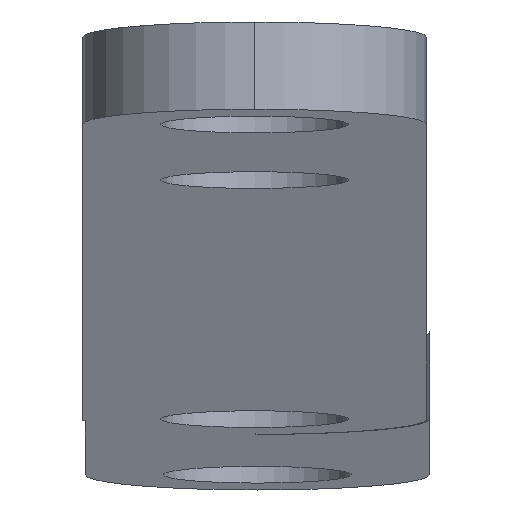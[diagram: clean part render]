
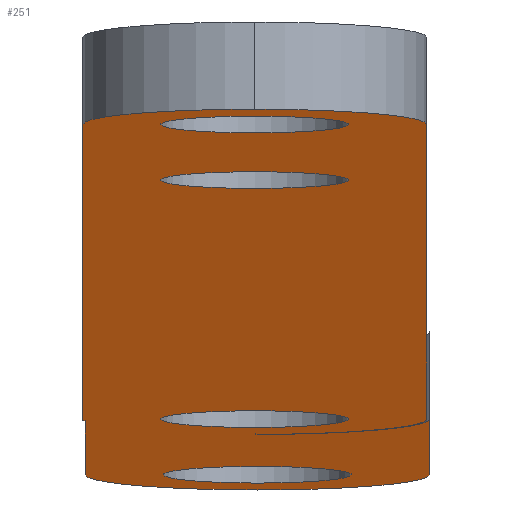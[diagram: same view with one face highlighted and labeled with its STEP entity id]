
A CAD part, top view. The second image highlights one B-rep face of the part: STEP entity #251.
In plain terms, the highlighted planar face has unit normal (0, -0.996, 0.087).
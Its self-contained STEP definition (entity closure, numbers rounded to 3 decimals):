
#34=CARTESIAN_POINT('',(-139.74,-12.066,-14.289));
#35=VERTEX_POINT('',#34);
#51=CARTESIAN_POINT('',(-137.012,-11.826,-11.549));
#52=VERTEX_POINT('',#51);
#59=CARTESIAN_POINT('',(-139.762,-11.826,-11.549));
#60=DIRECTION('',(-0.,0.996,-0.087));
#61=DIRECTION('',(-1.,-0.,-0.));
#62=AXIS2_PLACEMENT_3D('',#59,#60,#61);
#63=CIRCLE('',#62,2.75);
#64=EDGE_CURVE('',#52,#35,#63,.T.);
#82=CARTESIAN_POINT('',(-137.012,-7.207,41.249));
#83=VERTEX_POINT('',#82);
#90=CARTESIAN_POINT('',(-137.012,-7.207,41.249));
#91=DIRECTION('',(0.,-0.087,-0.996));
#92=VECTOR('',#91,53.);
#93=LINE('',#90,#92);
#94=EDGE_CURVE('',#83,#52,#93,.T.);
#115=CARTESIAN_POINT('',(-142.512,-11.826,-11.549));
#116=VERTEX_POINT('',#115);
#123=CARTESIAN_POINT('',(-142.512,-7.207,41.249));
#124=VERTEX_POINT('',#123);
#125=CARTESIAN_POINT('',(-142.512,-11.826,-11.549));
#126=DIRECTION('',(0.,0.087,0.996));
#127=VECTOR('',#126,53.);
#128=LINE('',#125,#127);
#129=EDGE_CURVE('',#116,#124,#128,.T.);
#140=CARTESIAN_POINT('',(-139.762,-8.079,31.288));
#141=DIRECTION('',(0.,0.996,-0.087));
#142=DIRECTION('',(0.,0.087,0.996));
#143=AXIS2_PLACEMENT_3D('',#140,#141,#142);
#144=PLANE('',#143);
#145=CARTESIAN_POINT('',(-139.719,-12.567,-20.017));
#146=VERTEX_POINT('',#145);
#147=CARTESIAN_POINT('',(-139.719,-12.698,-21.511));
#148=DIRECTION('',(0.,0.996,-0.087));
#149=DIRECTION('',(0.,0.087,0.996));
#150=AXIS2_PLACEMENT_3D('',#147,#148,#149);
#151=CIRCLE('',#150,1.5);
#152=EDGE_CURVE('',#146,#146,#151,.T.);
#153=ORIENTED_EDGE('',*,*,#152,.T.);
#154=EDGE_LOOP('',(#153));
#155=FACE_BOUND('',#154,.T.);
#156=CARTESIAN_POINT('',(-139.762,-7.076,42.744));
#157=VERTEX_POINT('',#156);
#158=CARTESIAN_POINT('',(-139.762,-7.207,41.249));
#159=DIRECTION('',(0.,0.996,-0.087));
#160=DIRECTION('',(0.,0.087,0.996));
#161=AXIS2_PLACEMENT_3D('',#158,#159,#160);
#162=CIRCLE('',#161,1.5);
#163=EDGE_CURVE('',#157,#157,#162,.T.);
#164=ORIENTED_EDGE('',*,*,#163,.T.);
#165=EDGE_LOOP('',(#164));
#166=FACE_BOUND('',#165,.T.);
#167=CARTESIAN_POINT('',(-142.469,-11.868,-12.028));
#168=VERTEX_POINT('',#167);
#169=CARTESIAN_POINT('',(-139.762,-11.826,-11.549));
#170=DIRECTION('',(-0.,0.996,-0.087));
#171=DIRECTION('',(-1.,-0.,-0.));
#172=AXIS2_PLACEMENT_3D('',#169,#170,#171);
#173=CIRCLE('',#172,2.75);
#174=EDGE_CURVE('',#168,#116,#173,.T.);
#175=ORIENTED_EDGE('',*,*,#174,.F.);
#176=CARTESIAN_POINT('',(-142.469,-12.698,-21.511));
#177=VERTEX_POINT('',#176);
#178=CARTESIAN_POINT('',(-142.469,-12.698,-21.511));
#179=DIRECTION('',(0.,0.087,0.996));
#180=VECTOR('',#179,9.519);
#181=LINE('',#178,#180);
#182=EDGE_CURVE('',#177,#168,#181,.T.);
#183=ORIENTED_EDGE('',*,*,#182,.F.);
#184=CARTESIAN_POINT('',(-136.969,-12.698,-21.511));
#185=VERTEX_POINT('',#184);
#186=CARTESIAN_POINT('',(-139.719,-12.698,-21.511));
#187=DIRECTION('',(-0.,0.996,-0.087));
#188=DIRECTION('',(1.,-0.,-0.));
#189=AXIS2_PLACEMENT_3D('',#186,#187,#188);
#190=CIRCLE('',#189,2.75);
#191=EDGE_CURVE('',#185,#177,#190,.T.);
#192=ORIENTED_EDGE('',*,*,#191,.F.);
#193=CARTESIAN_POINT('',(-136.969,-11.826,-11.549));
#194=VERTEX_POINT('',#193);
#195=CARTESIAN_POINT('',(-136.969,-11.826,-11.549));
#196=DIRECTION('',(-0.,-0.087,-0.996));
#197=VECTOR('',#196,10.);
#198=LINE('',#195,#197);
#199=EDGE_CURVE('',#194,#185,#198,.T.);
#200=ORIENTED_EDGE('',*,*,#199,.F.);
#201=CARTESIAN_POINT('',(-139.719,-11.826,-11.549));
#202=DIRECTION('',(0.,0.996,-0.087));
#203=DIRECTION('',(0.26,-0.084,-0.962));
#204=AXIS2_PLACEMENT_3D('',#201,#202,#203);
#205=CIRCLE('',#204,2.75);
#206=EDGE_CURVE('',#194,#35,#205,.T.);
#207=ORIENTED_EDGE('',*,*,#206,.T.);
#208=ORIENTED_EDGE('',*,*,#64,.F.);
#209=ORIENTED_EDGE('',*,*,#94,.F.);
#210=CARTESIAN_POINT('',(-139.762,-6.968,43.989));
#211=VERTEX_POINT('',#210);
#212=CARTESIAN_POINT('',(-139.762,-7.207,41.249));
#213=DIRECTION('',(0.,0.996,-0.087));
#214=DIRECTION('',(-1.,0.,0.));
#215=AXIS2_PLACEMENT_3D('',#212,#213,#214);
#216=CIRCLE('',#215,2.75);
#217=EDGE_CURVE('',#211,#83,#216,.T.);
#218=ORIENTED_EDGE('',*,*,#217,.F.);
#219=CARTESIAN_POINT('',(-139.762,-7.207,41.249));
#220=DIRECTION('',(0.,0.996,-0.087));
#221=DIRECTION('',(-1.,0.,0.));
#222=AXIS2_PLACEMENT_3D('',#219,#220,#221);
#223=CIRCLE('',#222,2.75);
#224=EDGE_CURVE('',#124,#211,#223,.T.);
#225=ORIENTED_EDGE('',*,*,#224,.F.);
#226=ORIENTED_EDGE('',*,*,#129,.F.);
#227=EDGE_LOOP('',(#175,#183,#192,#200,#207,#208,#209,#218,#225,#226));
#228=FACE_BOUND('',#227,.T.);
#229=CARTESIAN_POINT('',(-139.762,-7.948,32.782));
#230=VERTEX_POINT('',#229);
#231=CARTESIAN_POINT('',(-139.762,-8.079,31.288));
#232=DIRECTION('',(0.,0.996,-0.087));
#233=DIRECTION('',(0.,0.087,0.996));
#234=AXIS2_PLACEMENT_3D('',#231,#232,#233);
#235=CIRCLE('',#234,1.5);
#236=EDGE_CURVE('',#230,#230,#235,.T.);
#237=ORIENTED_EDGE('',*,*,#236,.T.);
#238=EDGE_LOOP('',(#237));
#239=FACE_BOUND('',#238,.T.);
#240=CARTESIAN_POINT('',(-139.762,-11.696,-10.055));
#241=VERTEX_POINT('',#240);
#242=CARTESIAN_POINT('',(-139.762,-11.826,-11.549));
#243=DIRECTION('',(0.,0.996,-0.087));
#244=DIRECTION('',(0.,0.087,0.996));
#245=AXIS2_PLACEMENT_3D('',#242,#243,#244);
#246=CIRCLE('',#245,1.5);
#247=EDGE_CURVE('',#241,#241,#246,.T.);
#248=ORIENTED_EDGE('',*,*,#247,.T.);
#249=EDGE_LOOP('',(#248));
#250=FACE_BOUND('',#249,.T.);
#251=ADVANCED_FACE('',(#155,#166,#228,#239,#250),#144,.F.);
